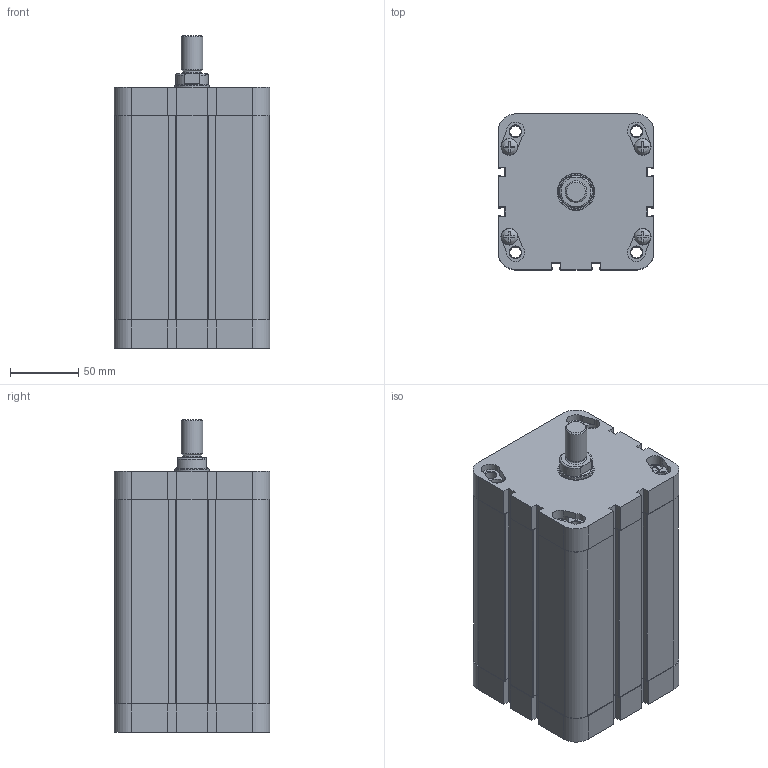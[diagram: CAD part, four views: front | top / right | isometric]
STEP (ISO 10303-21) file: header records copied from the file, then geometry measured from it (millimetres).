
FILE_DESCRIPTION(/* description */ (''),/* implementation_level */ '2;1');
FILE_NAME(/* name */ 'nad_100-125-ag.stp',/* time_stamp */ '2017-08-29T11:20:36+02:00',/* author */ ('leitheußer'),/* organization */ (''),/* preprocessor_version */ 'ST-DEVELOPER v15.6',/* originating_system */ 'Autodesk Inventor LT ',/* authorisation */ '');
FILE_SCHEMA (('AUTOMOTIVE_DESIGN { 1 0 10303 214 3 1 1 }'));
Length unit declared in the file: millimetre
Products named in the file (1): CDEM100_125_KNM
Bounding box: 114.5 x 114.5 x 230 mm (x, y, z)
Volume: 1150893.6 mm3; surface area: 359003 mm2
Topology: 20 solids, 20 shells, 648 faces, 1651 edges, 1077 vertices
Faces by surface type: plane 334, cylinder 221, cone 68, torus 17, bspline 8
Full cylindrical faces by diameter (mm): 5 x2, 5.6 x4, 6 x8, 6.5 x8, 8.376 x8, 8.566 x2, 12 x9, 12.3 x8, 13.5 x1, 16 x1, 18.376 x1, 19.974 x1, 20 x3, 24 x1, 24.9 x1, 25 x4, 25.27 x1, 26.9 x1, 27.049 x1, 28.116 x1, 30 x3, 39.5 x2, 45 x2, 47 x2, 96.974 x2, 99.374 x1, 99.974 x2, 100 x3, 103.4 x2
Entity records: 19804 total; most frequent: CARTESIAN_POINT 4655, DIRECTION 3086, ORIENTED_EDGE 2934, EDGE_CURVE 1467, AXIS2_PLACEMENT_3D 1152, VERTEX_POINT 1049, EDGE_LOOP 914, LINE 782
